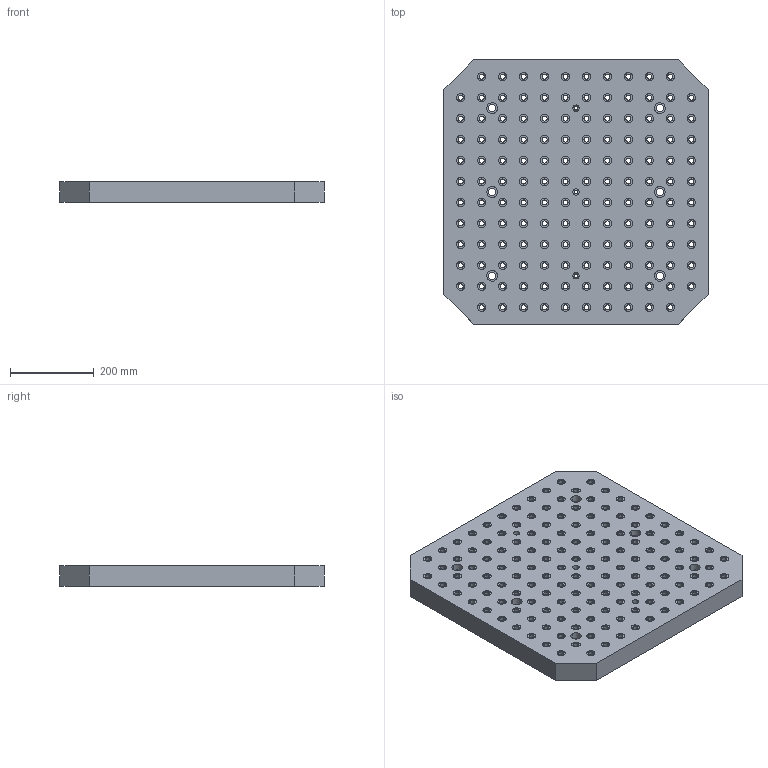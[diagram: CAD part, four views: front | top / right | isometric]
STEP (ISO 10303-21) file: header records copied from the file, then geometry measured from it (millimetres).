
FILE_DESCRIPTION(('STEP AP214'),'1');
FILE_NAME('HALDERV_EH_1500_600.stp','2017-08-29T05:55:49',('TraceParts'),('TraceParts S.A.'),'Spatial InterOp 3D',' ',' ');
FILE_SCHEMA(('automotive_design'));
Length unit declared in the file: millimetre
Products named in the file (1): HALDERV_EH_1500_600
Bounding box: 630 x 630 x 50 mm (x, y, z)
Volume: 18413635.8 mm3; surface area: 1149472.5 mm2
Topology: 1 solids, 1 shells, 764 faces, 1830 edges, 1220 vertices
Faces by surface type: cylinder 602, plane 162
Entity records: 29610 total; most frequent: DIRECTION 4564, CARTESIAN_POINT 3815, ORIENTED_EDGE 3660, AXIS2_PLACEMENT_3D 1969, EDGE_CURVE 1830, VERTEX_POINT 1220, EDGE_LOOP 1214, CIRCLE 1204
